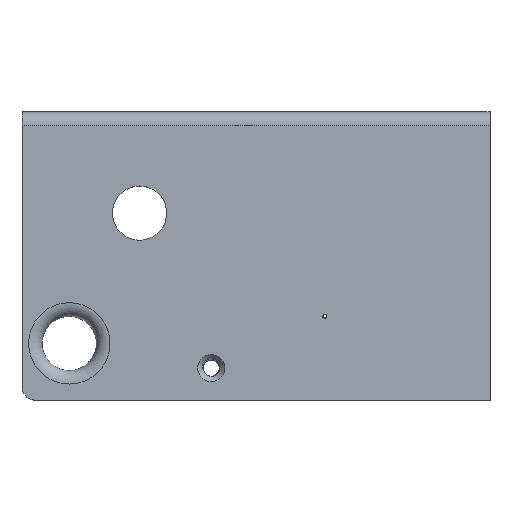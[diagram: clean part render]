
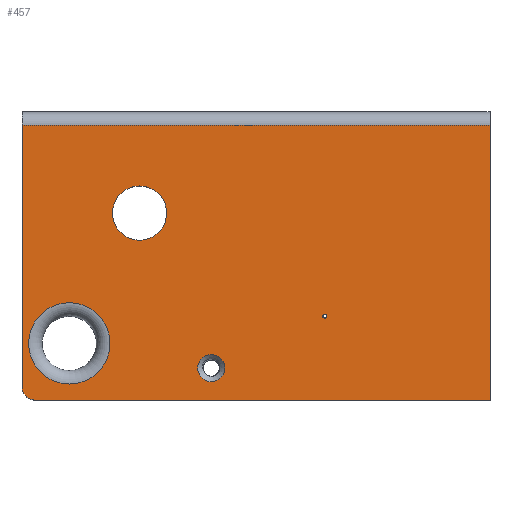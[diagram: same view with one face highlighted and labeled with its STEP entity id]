
A CAD part, top view. The second image highlights one B-rep face of the part: STEP entity #457.
In plain terms, the highlighted planar face has unit normal (0, 0, 1).
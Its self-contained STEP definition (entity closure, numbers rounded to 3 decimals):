
#117=ORIENTED_EDGE('',*,*,#206,.F.);
#118=ORIENTED_EDGE('',*,*,#207,.T.);
#119=ORIENTED_EDGE('',*,*,#208,.T.);
#120=ORIENTED_EDGE('',*,*,#209,.T.);
#121=ORIENTED_EDGE('',*,*,#200,.T.);
#122=ORIENTED_EDGE('',*,*,#210,.T.);
#123=ORIENTED_EDGE('',*,*,#187,.T.);
#124=ORIENTED_EDGE('',*,*,#211,.T.);
#125=ORIENTED_EDGE('',*,*,#195,.T.);
#187=EDGE_CURVE('',#233,#234,#479,.T.);
#195=EDGE_CURVE('',#242,#241,#485,.T.);
#200=EDGE_CURVE('',#241,#245,#489,.T.);
#206=EDGE_CURVE('',#249,#249,#601,.T.);
#207=EDGE_CURVE('',#250,#250,#602,.T.);
#208=EDGE_CURVE('',#251,#251,#603,.T.);
#209=EDGE_CURVE('',#252,#252,#604,.F.);
#210=EDGE_CURVE('',#245,#233,#492,.T.);
#211=EDGE_CURVE('',#234,#242,#605,.T.);
#233=VERTEX_POINT('',#820);
#234=VERTEX_POINT('',#821);
#241=VERTEX_POINT('',#836);
#242=VERTEX_POINT('',#838);
#245=VERTEX_POINT('',#846);
#249=VERTEX_POINT('',#860);
#250=VERTEX_POINT('',#862);
#251=VERTEX_POINT('',#864);
#252=VERTEX_POINT('',#866);
#273=EDGE_LOOP('',(#117));
#274=EDGE_LOOP('',(#118));
#275=EDGE_LOOP('',(#119));
#276=EDGE_LOOP('',(#120));
#277=EDGE_LOOP('',(#121,#122,#123,#124,#125));
#309=FACE_BOUND('',#273,.T.);
#310=FACE_BOUND('',#274,.T.);
#311=FACE_BOUND('',#275,.T.);
#312=FACE_BOUND('',#276,.T.);
#313=FACE_BOUND('',#277,.T.);
#343=PLANE('',#634);
#457=ADVANCED_FACE('',(#309,#310,#311,#312,#313),#343,.T.);
#479=LINE('',#819,#502);
#485=LINE('',#837,#508);
#489=LINE('',#847,#512);
#492=LINE('',#867,#515);
#502=VECTOR('',#687,1000.);
#508=VECTOR('',#699,1000.);
#512=VECTOR('',#707,1000.);
#515=VECTOR('',#730,1000.);
#601=CIRCLE('',#635,1.5);
#602=CIRCLE('',#636,10.);
#603=CIRCLE('',#637,20.);
#604=CIRCLE('',#638,30.);
#605=CIRCLE('',#639,10.);
#634=AXIS2_PLACEMENT_3D('',#858,#720,#721);
#635=AXIS2_PLACEMENT_3D('',#859,#722,#723);
#636=AXIS2_PLACEMENT_3D('',#861,#724,#725);
#637=AXIS2_PLACEMENT_3D('',#863,#726,#727);
#638=AXIS2_PLACEMENT_3D('',#865,#728,#729);
#639=AXIS2_PLACEMENT_3D('',#868,#731,#732);
#687=DIRECTION('',(0.,-1.,0.));
#699=DIRECTION('',(1.,0.,0.));
#707=DIRECTION('',(0.,1.,0.));
#720=DIRECTION('',(0.,0.,1.));
#721=DIRECTION('',(1.,0.,0.));
#722=DIRECTION('',(0.,0.,1.));
#723=DIRECTION('',(1.,0.,0.));
#724=DIRECTION('',(0.,0.,-1.));
#725=DIRECTION('',(-1.,0.,0.));
#726=DIRECTION('',(0.,0.,-1.));
#727=DIRECTION('',(-1.,0.,0.));
#728=DIRECTION('',(0.,0.,1.));
#729=DIRECTION('',(1.,0.,0.));
#730=DIRECTION('',(-1.,0.,0.));
#731=DIRECTION('',(0.,0.,1.));
#732=DIRECTION('',(1.,0.,0.));
#819=CARTESIAN_POINT('',(-344.945,212.542,50.));
#820=CARTESIAN_POINT('',(-344.945,202.542,50.));
#821=CARTESIAN_POINT('',(-344.945,10.,50.));
#836=CARTESIAN_POINT('',(0.,0.,50.));
#837=CARTESIAN_POINT('',(-344.945,0.,50.));
#838=CARTESIAN_POINT('',(-334.945,0.,50.));
#846=CARTESIAN_POINT('',(0.,202.542,50.));
#847=CARTESIAN_POINT('',(0.,0.,50.));
#858=CARTESIAN_POINT('',(-310.102,41.811,50.));
#859=CARTESIAN_POINT('',(-121.87,61.959,50.));
#860=CARTESIAN_POINT('',(-120.37,61.959,50.));
#861=CARTESIAN_POINT('',(-205.442,23.561,50.));
#862=CARTESIAN_POINT('',(-215.442,23.561,50.));
#863=CARTESIAN_POINT('',(-258.296,137.852,50.));
#864=CARTESIAN_POINT('',(-278.296,137.852,50.));
#865=CARTESIAN_POINT('',(-310.102,41.811,50.));
#866=CARTESIAN_POINT('',(-280.102,41.811,50.));
#867=CARTESIAN_POINT('',(-344.945,202.542,50.));
#868=CARTESIAN_POINT('',(-334.945,10.,50.));
